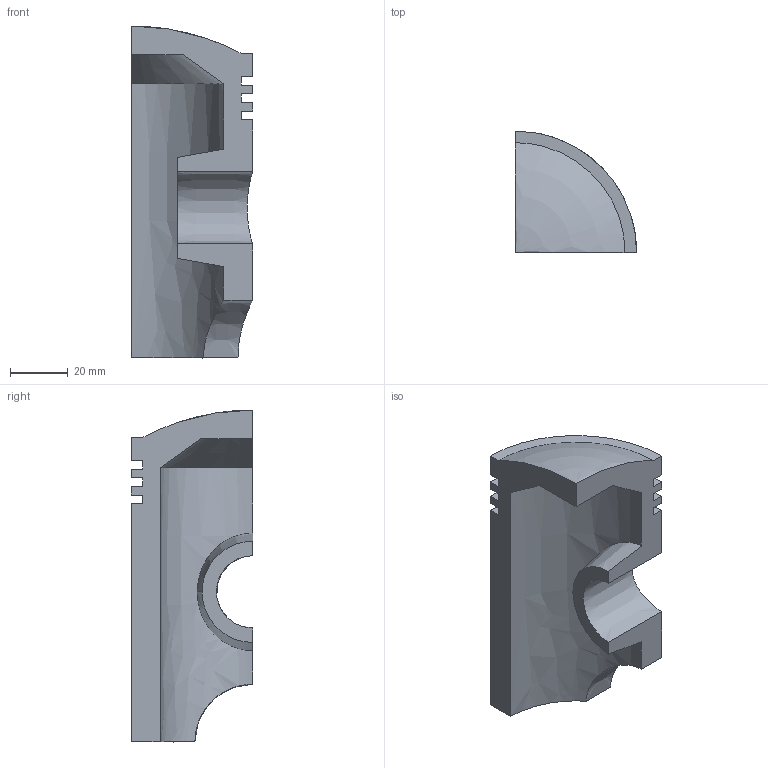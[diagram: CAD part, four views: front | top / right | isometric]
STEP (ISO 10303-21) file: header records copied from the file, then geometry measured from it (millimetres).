
FILE_DESCRIPTION(('STEP AP209 file generated by MSC.Patran'),'6.6 Build Date : Jun 12 2010');
FILE_NAME('C:toto','2011',(''),(''),'6.6 Build Date : Jun 12 2010','MSC.Patran 2004','');
FILE_SCHEMA(('STRUCTURAL_ANALYSIS_DESIGN'));
Length unit declared in the file: metre
Products named in the file (1): 1
Bounding box: 42 x 42 x 115 mm (x, y, z)
Volume: 132888.6 mm3; surface area: 38345.9 mm2
Topology: 1 solids, 1 shells, 27 faces, 76 edges, 50 vertices
Faces by surface type: bspline 27
Entity records: 4779 total; most frequent: CARTESIAN_POINT 4216, ORIENTED_EDGE 150, B_SPLINE_CURVE_WITH_KNOTS 75, EDGE_CURVE 75, VERTEX_POINT 50, EDGE_LOOP 27, B_SPLINE_SURFACE_WITH_KNOTS 27, ADVANCED_FACE 27
